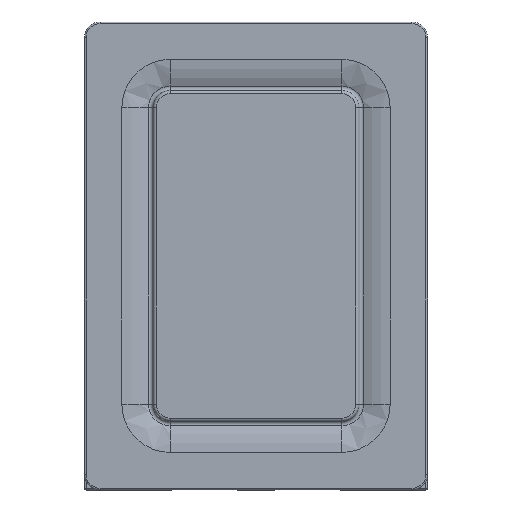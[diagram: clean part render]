
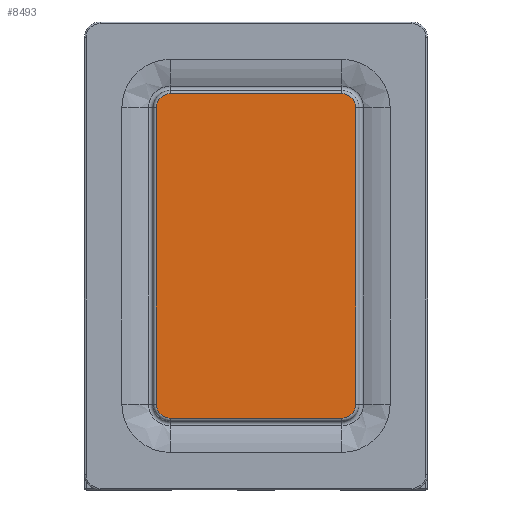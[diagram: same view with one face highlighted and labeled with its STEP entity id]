
A CAD part, top view. The second image highlights one B-rep face of the part: STEP entity #8493.
In plain terms, the highlighted planar face has unit normal (0, 0, 1).
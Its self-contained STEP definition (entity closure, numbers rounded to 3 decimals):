
#221=PLANE('',#9478);
#752=LINE('',#16336,#1368);
#754=LINE('',#16348,#1370);
#756=LINE('',#16360,#1372);
#758=LINE('',#16369,#1374);
#1368=VECTOR('',#11766,10.);
#1370=VECTOR('',#11780,10.);
#1372=VECTOR('',#11794,10.);
#1374=VECTOR('',#11806,10.);
#2250=FACE_OUTER_BOUND('',#2792,.T.);
#2792=EDGE_LOOP('',(#7375,#7376,#7377,#7378,#7379,#7380,#7381,#7382));
#3357=CIRCLE('',#9452,0.45);
#3360=CIRCLE('',#9457,0.45);
#3364=CIRCLE('',#9463,0.45);
#3368=CIRCLE('',#9469,0.45);
#4146=VERTEX_POINT('',#16324);
#4149=VERTEX_POINT('',#16329);
#4151=VERTEX_POINT('',#16334);
#4153=VERTEX_POINT('',#16340);
#4155=VERTEX_POINT('',#16346);
#4157=VERTEX_POINT('',#16352);
#4159=VERTEX_POINT('',#16358);
#4161=VERTEX_POINT('',#16364);
#5282=EDGE_CURVE('',#4149,#4146,#3357,.T.);
#5284=EDGE_CURVE('',#4151,#4149,#752,.T.);
#5287=EDGE_CURVE('',#4153,#4151,#3360,.T.);
#5290=EDGE_CURVE('',#4155,#4153,#754,.T.);
#5293=EDGE_CURVE('',#4157,#4155,#3364,.T.);
#5296=EDGE_CURVE('',#4159,#4157,#756,.T.);
#5299=EDGE_CURVE('',#4161,#4159,#3368,.T.);
#5301=EDGE_CURVE('',#4146,#4161,#758,.T.);
#7375=ORIENTED_EDGE('',*,*,#5282,.F.);
#7376=ORIENTED_EDGE('',*,*,#5284,.F.);
#7377=ORIENTED_EDGE('',*,*,#5287,.F.);
#7378=ORIENTED_EDGE('',*,*,#5290,.F.);
#7379=ORIENTED_EDGE('',*,*,#5293,.F.);
#7380=ORIENTED_EDGE('',*,*,#5296,.F.);
#7381=ORIENTED_EDGE('',*,*,#5299,.F.);
#7382=ORIENTED_EDGE('',*,*,#5301,.F.);
#8493=ADVANCED_FACE('',(#2250),#221,.T.);
#9452=AXIS2_PLACEMENT_3D('',#16331,#11760,#11761);
#9457=AXIS2_PLACEMENT_3D('',#16342,#11772,#11773);
#9463=AXIS2_PLACEMENT_3D('',#16354,#11786,#11787);
#9469=AXIS2_PLACEMENT_3D('',#16366,#11800,#11801);
#9478=AXIS2_PLACEMENT_3D('',#16389,#11827,#11828);
#11760=DIRECTION('center_axis',(0.,0.,-1.));
#11761=DIRECTION('ref_axis',(0.707,0.707,0.));
#11766=DIRECTION('',(1.,0.,0.));
#11772=DIRECTION('center_axis',(0.,0.,-1.));
#11773=DIRECTION('ref_axis',(-0.707,0.707,0.));
#11780=DIRECTION('',(0.,1.,0.));
#11786=DIRECTION('center_axis',(0.,0.,-1.));
#11787=DIRECTION('ref_axis',(-0.707,-0.707,0.));
#11794=DIRECTION('',(-1.,0.,0.));
#11800=DIRECTION('center_axis',(0.,0.,-1.));
#11801=DIRECTION('ref_axis',(0.707,-0.707,0.));
#11806=DIRECTION('',(0.,-1.,0.));
#11827=DIRECTION('center_axis',(0.,0.,1.));
#11828=DIRECTION('ref_axis',(0.,1.,0.));
#16324=CARTESIAN_POINT('',(3.192,4.775,2.95));
#16329=CARTESIAN_POINT('',(2.742,5.225,2.95));
#16331=CARTESIAN_POINT('Origin',(2.742,4.775,2.95));
#16334=CARTESIAN_POINT('',(-2.758,5.225,2.95));
#16336=CARTESIAN_POINT('',(-0.008,5.225,2.95));
#16340=CARTESIAN_POINT('',(-3.208,4.775,2.95));
#16342=CARTESIAN_POINT('Origin',(-2.758,4.775,2.95));
#16346=CARTESIAN_POINT('',(-3.208,-4.725,2.95));
#16348=CARTESIAN_POINT('',(-3.208,0.025,2.95));
#16352=CARTESIAN_POINT('',(-2.758,-5.175,2.95));
#16354=CARTESIAN_POINT('Origin',(-2.758,-4.725,2.95));
#16358=CARTESIAN_POINT('',(2.742,-5.175,2.95));
#16360=CARTESIAN_POINT('',(-2.758,-5.175,2.95));
#16364=CARTESIAN_POINT('',(3.192,-4.725,2.95));
#16366=CARTESIAN_POINT('Origin',(2.742,-4.725,2.95));
#16369=CARTESIAN_POINT('',(3.192,-4.725,2.95));
#16389=CARTESIAN_POINT('Origin',(-2.758,-4.725,2.95));
